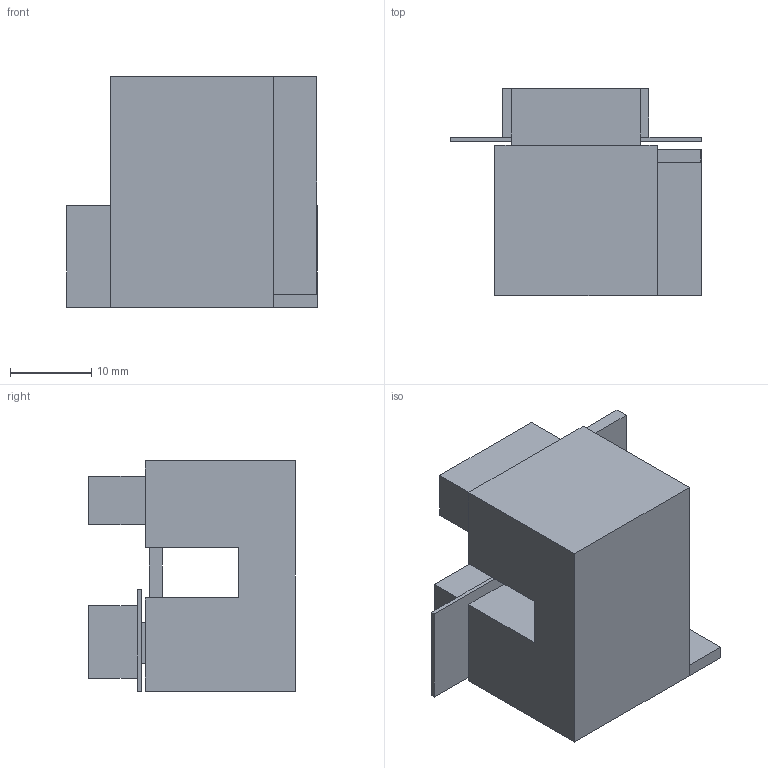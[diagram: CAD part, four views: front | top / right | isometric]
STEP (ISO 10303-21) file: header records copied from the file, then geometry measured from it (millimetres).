
FILE_DESCRIPTION(('FreeCAD Model'),'2;1');
FILE_NAME('Open CASCADE Shape Model','2022-02-13T15:49:36',('Doomn00b'), (''),'Open CASCADE STEP processor 7.5','FreeCAD','Unknown');
FILE_SCHEMA(('AUTOMOTIVE_DESIGN { 1 0 10303 214 1 1 1 1 }'));
Length unit declared in the file: millimetre
Products named in the file (5): Amphenol_stacked_DB9; Box012; Box005; Box006; Box018
Assembly tree (4 placements, depth 2):
  Amphenol_stacked_DB9
    Box012
    Box005
    Box006
    Box018
Bounding box: 30.84 x 25.5 x 28.42 mm (x, y, z)
Volume: 11566.6 mm3; surface area: 6609.2 mm2
Topology: 4 solids, 4 shells, 94 faces, 224 edges, 140 vertices
Faces by surface type: plane 94
Entity records: 2747 total; most frequent: CARTESIAN_POINT 463, ORIENTED_EDGE 448, DIRECTION 422, EDGE_CURVE 224, LINE 224, VECTOR 224, VERTEX_POINT 140, AXIS2_PLACEMENT_3D 99
